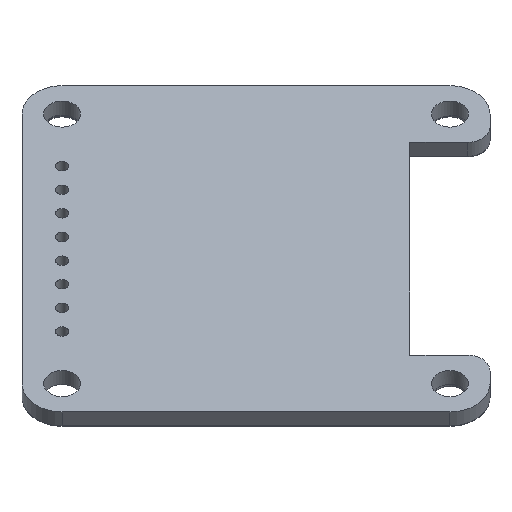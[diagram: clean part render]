
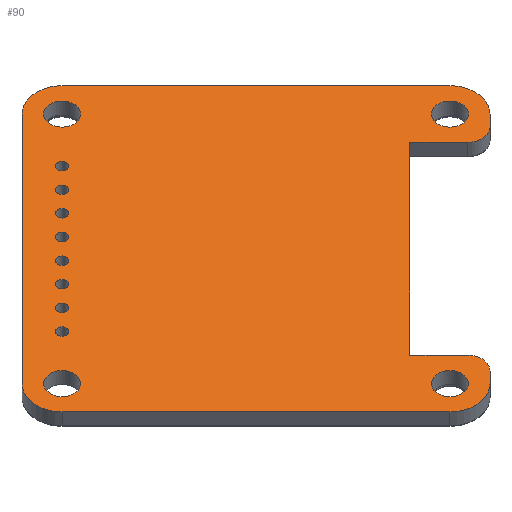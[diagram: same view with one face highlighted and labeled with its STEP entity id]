
A CAD part, left-side view. The second image highlights one B-rep face of the part: STEP entity #90.
In plain terms, the highlighted planar face has unit normal (-0.707, 0, 0.707).
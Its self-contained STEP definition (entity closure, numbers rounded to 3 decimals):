
#22 = VERTEX_POINT('',#23);
#23 = CARTESIAN_POINT('',(-4.563,0.,-9.832));
#40 = VERTEX_POINT('',#41);
#41 = CARTESIAN_POINT('',(-4.563,-29.464,-9.832));
#47 = EDGE_CURVE('',#22,#40,#48,.T.);
#48 = LINE('',#49,#50);
#49 = CARTESIAN_POINT('',(-4.563,0.,-9.832));
#50 = VECTOR('',#51,1.);
#51 = DIRECTION('',(0.,-1.,-0.));
#61 = EDGE_CURVE('',#22,#62,#64,.T.);
#62 = VERTEX_POINT('',#63);
#63 = CARTESIAN_POINT('',(-2.408,3.048,-7.677));
#64 = CIRCLE('',#65,3.048);
#65 = AXIS2_PLACEMENT_3D('',#66,#67,#68);
#66 = CARTESIAN_POINT('',(-2.408,0.,-7.677));
#67 = DIRECTION('',(0.707,0.,-0.707));
#68 = DIRECTION('',(-0.707,0.,-0.707));
#90 = ADVANCED_FACE('',(#91,#194,#205,#216,#227,#238,#249,#260,#271,#282
    ,#293,#304,#315),#326,.T.);
#91 = FACE_BOUND('',#92,.T.);
#92 = EDGE_LOOP('',(#93,#94,#103,#111,#120,#128,#136,#144,#153,#161,#170
    ,#178,#187,#193));
#93 = ORIENTED_EDGE('',*,*,#47,.T.);
#94 = ORIENTED_EDGE('',*,*,#95,.F.);
#95 = EDGE_CURVE('',#96,#40,#98,.T.);
#96 = VERTEX_POINT('',#97);
#97 = CARTESIAN_POINT('',(-2.411,-32.508,-7.68));
#98 = CIRCLE('',#99,3.044);
#99 = AXIS2_PLACEMENT_3D('',#100,#101,#102);
#100 = CARTESIAN_POINT('',(-2.411,-29.464,-7.68));
#101 = DIRECTION('',(0.707,0.,-0.707));
#102 = DIRECTION('',(-0.707,0.,-0.707));
#103 = ORIENTED_EDGE('',*,*,#104,.T.);
#104 = EDGE_CURVE('',#96,#105,#107,.T.);
#105 = VERTEX_POINT('',#106);
#106 = CARTESIAN_POINT('',(-1.455,-32.508,-6.724));
#107 = LINE('',#108,#109);
#108 = CARTESIAN_POINT('',(-2.411,-32.508,-7.68));
#109 = VECTOR('',#110,1.);
#110 = DIRECTION('',(0.707,0.,0.707));
#111 = ORIENTED_EDGE('',*,*,#112,.F.);
#112 = EDGE_CURVE('',#113,#105,#115,.T.);
#113 = VERTEX_POINT('',#114);
#114 = CARTESIAN_POINT('',(-0.254,-30.81,-5.523));
#115 = CIRCLE('',#116,1.698);
#116 = AXIS2_PLACEMENT_3D('',#117,#118,#119);
#117 = CARTESIAN_POINT('',(-1.455,-30.81,-6.724));
#118 = DIRECTION('',(0.707,0.,-0.707));
#119 = DIRECTION('',(-0.707,0.,-0.707));
#120 = ORIENTED_EDGE('',*,*,#121,.F.);
#121 = EDGE_CURVE('',#122,#113,#124,.T.);
#122 = VERTEX_POINT('',#123);
#123 = CARTESIAN_POINT('',(-0.254,-26.412,-5.523));
#124 = LINE('',#125,#126);
#125 = CARTESIAN_POINT('',(-0.254,-26.412,-5.523));
#126 = VECTOR('',#127,1.);
#127 = DIRECTION('',(0.,-1.,-0.));
#128 = ORIENTED_EDGE('',*,*,#129,.F.);
#129 = EDGE_CURVE('',#130,#122,#132,.T.);
#130 = VERTEX_POINT('',#131);
#131 = CARTESIAN_POINT('',(15.91,-26.412,10.641));
#132 = LINE('',#133,#134);
#133 = CARTESIAN_POINT('',(15.91,-26.412,10.641));
#134 = VECTOR('',#135,1.);
#135 = DIRECTION('',(-0.707,0.,-0.707));
#136 = ORIENTED_EDGE('',*,*,#137,.F.);
#137 = EDGE_CURVE('',#138,#130,#140,.T.);
#138 = VERTEX_POINT('',#139);
#139 = CARTESIAN_POINT('',(15.91,-30.81,10.641));
#140 = LINE('',#141,#142);
#141 = CARTESIAN_POINT('',(15.91,-30.81,10.641));
#142 = VECTOR('',#143,1.);
#143 = DIRECTION('',(0.,1.,0.));
#144 = ORIENTED_EDGE('',*,*,#145,.F.);
#145 = EDGE_CURVE('',#146,#138,#148,.T.);
#146 = VERTEX_POINT('',#147);
#147 = CARTESIAN_POINT('',(17.111,-32.508,11.842));
#148 = CIRCLE('',#149,1.698);
#149 = AXIS2_PLACEMENT_3D('',#150,#151,#152);
#150 = CARTESIAN_POINT('',(17.111,-30.81,11.842));
#151 = DIRECTION('',(0.707,0.,-0.707));
#152 = DIRECTION('',(-0.707,0.,-0.707));
#153 = ORIENTED_EDGE('',*,*,#154,.F.);
#154 = EDGE_CURVE('',#155,#146,#157,.T.);
#155 = VERTEX_POINT('',#156);
#156 = CARTESIAN_POINT('',(18.067,-32.508,12.798));
#157 = LINE('',#158,#159);
#158 = CARTESIAN_POINT('',(18.067,-32.508,12.798));
#159 = VECTOR('',#160,1.);
#160 = DIRECTION('',(-0.707,0.,-0.707));
#161 = ORIENTED_EDGE('',*,*,#162,.F.);
#162 = EDGE_CURVE('',#163,#155,#165,.T.);
#163 = VERTEX_POINT('',#164);
#164 = CARTESIAN_POINT('',(20.222,-29.46,14.953));
#165 = CIRCLE('',#166,3.048);
#166 = AXIS2_PLACEMENT_3D('',#167,#168,#169);
#167 = CARTESIAN_POINT('',(18.067,-29.46,12.798));
#168 = DIRECTION('',(0.707,0.,-0.707));
#169 = DIRECTION('',(-0.707,0.,-0.707));
#170 = ORIENTED_EDGE('',*,*,#171,.T.);
#171 = EDGE_CURVE('',#163,#172,#174,.T.);
#172 = VERTEX_POINT('',#173);
#173 = CARTESIAN_POINT('',(20.222,0.,14.953));
#174 = LINE('',#175,#176);
#175 = CARTESIAN_POINT('',(20.222,-29.46,14.953));
#176 = VECTOR('',#177,1.);
#177 = DIRECTION('',(0.,1.,0.));
#178 = ORIENTED_EDGE('',*,*,#179,.F.);
#179 = EDGE_CURVE('',#180,#172,#182,.T.);
#180 = VERTEX_POINT('',#181);
#181 = CARTESIAN_POINT('',(18.067,3.048,12.798));
#182 = CIRCLE('',#183,3.048);
#183 = AXIS2_PLACEMENT_3D('',#184,#185,#186);
#184 = CARTESIAN_POINT('',(18.067,0.,12.798));
#185 = DIRECTION('',(0.707,0.,-0.707));
#186 = DIRECTION('',(-0.707,0.,-0.707));
#187 = ORIENTED_EDGE('',*,*,#188,.T.);
#188 = EDGE_CURVE('',#180,#62,#189,.T.);
#189 = LINE('',#190,#191);
#190 = CARTESIAN_POINT('',(18.067,3.048,12.798));
#191 = VECTOR('',#192,1.);
#192 = DIRECTION('',(-0.707,0.,-0.707));
#193 = ORIENTED_EDGE('',*,*,#61,.F.);
#194 = FACE_BOUND('',#195,.T.);
#195 = EDGE_LOOP('',(#196));
#196 = ORIENTED_EDGE('',*,*,#197,.T.);
#197 = EDGE_CURVE('',#198,#198,#200,.T.);
#198 = VERTEX_POINT('',#199);
#199 = CARTESIAN_POINT('',(2.986,0.,-2.283));
#200 = CIRCLE('',#201,0.5);
#201 = AXIS2_PLACEMENT_3D('',#202,#203,#204);
#202 = CARTESIAN_POINT('',(3.339,0.,-1.929));
#203 = DIRECTION('',(0.707,0.,-0.707));
#204 = DIRECTION('',(-0.707,0.,-0.707));
#205 = FACE_BOUND('',#206,.T.);
#206 = EDGE_LOOP('',(#207));
#207 = ORIENTED_EDGE('',*,*,#208,.T.);
#208 = EDGE_CURVE('',#209,#209,#211,.T.);
#209 = VERTEX_POINT('',#210);
#210 = CARTESIAN_POINT('',(4.782,0.,-0.487));
#211 = CIRCLE('',#212,0.5);
#212 = AXIS2_PLACEMENT_3D('',#213,#214,#215);
#213 = CARTESIAN_POINT('',(5.135,0.,-0.133));
#214 = DIRECTION('',(0.707,0.,-0.707));
#215 = DIRECTION('',(-0.707,0.,-0.707));
#216 = FACE_BOUND('',#217,.T.);
#217 = EDGE_LOOP('',(#218));
#218 = ORIENTED_EDGE('',*,*,#219,.T.);
#219 = EDGE_CURVE('',#220,#220,#222,.T.);
#220 = VERTEX_POINT('',#221);
#221 = CARTESIAN_POINT('',(6.578,0.,1.309));
#222 = CIRCLE('',#223,0.5);
#223 = AXIS2_PLACEMENT_3D('',#224,#225,#226);
#224 = CARTESIAN_POINT('',(6.931,0.,1.663));
#225 = DIRECTION('',(0.707,0.,-0.707));
#226 = DIRECTION('',(-0.707,0.,-0.707));
#227 = FACE_BOUND('',#228,.T.);
#228 = EDGE_LOOP('',(#229));
#229 = ORIENTED_EDGE('',*,*,#230,.T.);
#230 = EDGE_CURVE('',#231,#231,#233,.T.);
#231 = VERTEX_POINT('',#232);
#232 = CARTESIAN_POINT('',(8.374,0.,3.105));
#233 = CIRCLE('',#234,0.5);
#234 = AXIS2_PLACEMENT_3D('',#235,#236,#237);
#235 = CARTESIAN_POINT('',(8.727,0.,3.459));
#236 = DIRECTION('',(0.707,0.,-0.707));
#237 = DIRECTION('',(-0.707,0.,-0.707));
#238 = FACE_BOUND('',#239,.T.);
#239 = EDGE_LOOP('',(#240));
#240 = ORIENTED_EDGE('',*,*,#241,.T.);
#241 = EDGE_CURVE('',#242,#242,#244,.T.);
#242 = VERTEX_POINT('',#243);
#243 = CARTESIAN_POINT('',(10.17,0.,4.901));
#244 = CIRCLE('',#245,0.5);
#245 = AXIS2_PLACEMENT_3D('',#246,#247,#248);
#246 = CARTESIAN_POINT('',(10.523,0.,5.255));
#247 = DIRECTION('',(0.707,0.,-0.707));
#248 = DIRECTION('',(-0.707,0.,-0.707));
#249 = FACE_BOUND('',#250,.T.);
#250 = EDGE_LOOP('',(#251));
#251 = ORIENTED_EDGE('',*,*,#252,.T.);
#252 = EDGE_CURVE('',#253,#253,#255,.T.);
#253 = VERTEX_POINT('',#254);
#254 = CARTESIAN_POINT('',(17.077,0.,11.808));
#255 = CIRCLE('',#256,1.4);
#256 = AXIS2_PLACEMENT_3D('',#257,#258,#259);
#257 = CARTESIAN_POINT('',(18.067,0.,12.798));
#258 = DIRECTION('',(0.707,0.,-0.707));
#259 = DIRECTION('',(-0.707,0.,-0.707));
#260 = FACE_BOUND('',#261,.T.);
#261 = EDGE_LOOP('',(#262));
#262 = ORIENTED_EDGE('',*,*,#263,.T.);
#263 = EDGE_CURVE('',#264,#264,#266,.T.);
#264 = VERTEX_POINT('',#265);
#265 = CARTESIAN_POINT('',(11.966,0.,6.697));
#266 = CIRCLE('',#267,0.5);
#267 = AXIS2_PLACEMENT_3D('',#268,#269,#270);
#268 = CARTESIAN_POINT('',(12.319,0.,7.051));
#269 = DIRECTION('',(0.707,0.,-0.707));
#270 = DIRECTION('',(-0.707,0.,-0.707));
#271 = FACE_BOUND('',#272,.T.);
#272 = EDGE_LOOP('',(#273));
#273 = ORIENTED_EDGE('',*,*,#274,.T.);
#274 = EDGE_CURVE('',#275,#275,#277,.T.);
#275 = VERTEX_POINT('',#276);
#276 = CARTESIAN_POINT('',(13.762,0.,8.493));
#277 = CIRCLE('',#278,0.5);
#278 = AXIS2_PLACEMENT_3D('',#279,#280,#281);
#279 = CARTESIAN_POINT('',(14.116,0.,8.847));
#280 = DIRECTION('',(0.707,0.,-0.707));
#281 = DIRECTION('',(-0.707,0.,-0.707));
#282 = FACE_BOUND('',#283,.T.);
#283 = EDGE_LOOP('',(#284));
#284 = ORIENTED_EDGE('',*,*,#285,.T.);
#285 = EDGE_CURVE('',#286,#286,#288,.T.);
#286 = VERTEX_POINT('',#287);
#287 = CARTESIAN_POINT('',(-3.398,0.,-8.667));
#288 = CIRCLE('',#289,1.4);
#289 = AXIS2_PLACEMENT_3D('',#290,#291,#292);
#290 = CARTESIAN_POINT('',(-2.408,0.,-7.677));
#291 = DIRECTION('',(0.707,0.,-0.707));
#292 = DIRECTION('',(-0.707,0.,-0.707));
#293 = FACE_BOUND('',#294,.T.);
#294 = EDGE_LOOP('',(#295));
#295 = ORIENTED_EDGE('',*,*,#296,.T.);
#296 = EDGE_CURVE('',#297,#297,#299,.T.);
#297 = VERTEX_POINT('',#298);
#298 = CARTESIAN_POINT('',(1.19,0.,-4.079));
#299 = CIRCLE('',#300,0.5);
#300 = AXIS2_PLACEMENT_3D('',#301,#302,#303);
#301 = CARTESIAN_POINT('',(1.543,0.,-3.726));
#302 = DIRECTION('',(0.707,0.,-0.707));
#303 = DIRECTION('',(-0.707,0.,-0.707));
#304 = FACE_BOUND('',#305,.T.);
#305 = EDGE_LOOP('',(#306));
#306 = ORIENTED_EDGE('',*,*,#307,.T.);
#307 = EDGE_CURVE('',#308,#308,#310,.T.);
#308 = VERTEX_POINT('',#309);
#309 = CARTESIAN_POINT('',(17.077,-29.464,11.808));
#310 = CIRCLE('',#311,1.4);
#311 = AXIS2_PLACEMENT_3D('',#312,#313,#314);
#312 = CARTESIAN_POINT('',(18.067,-29.464,12.798));
#313 = DIRECTION('',(0.707,0.,-0.707));
#314 = DIRECTION('',(-0.707,0.,-0.707));
#315 = FACE_BOUND('',#316,.T.);
#316 = EDGE_LOOP('',(#317));
#317 = ORIENTED_EDGE('',*,*,#318,.T.);
#318 = EDGE_CURVE('',#319,#319,#321,.T.);
#319 = VERTEX_POINT('',#320);
#320 = CARTESIAN_POINT('',(-3.398,-29.464,-8.667));
#321 = CIRCLE('',#322,1.4);
#322 = AXIS2_PLACEMENT_3D('',#323,#324,#325);
#323 = CARTESIAN_POINT('',(-2.408,-29.464,-7.677));
#324 = DIRECTION('',(0.707,0.,-0.707));
#325 = DIRECTION('',(-0.707,0.,-0.707));
#326 = PLANE('',#327);
#327 = AXIS2_PLACEMENT_3D('',#328,#329,#330);
#328 = CARTESIAN_POINT('',(7.829,-14.817,2.56)
  );
#329 = DIRECTION('',(-0.707,-0.,0.707));
#330 = DIRECTION('',(0.707,0.,0.707));
